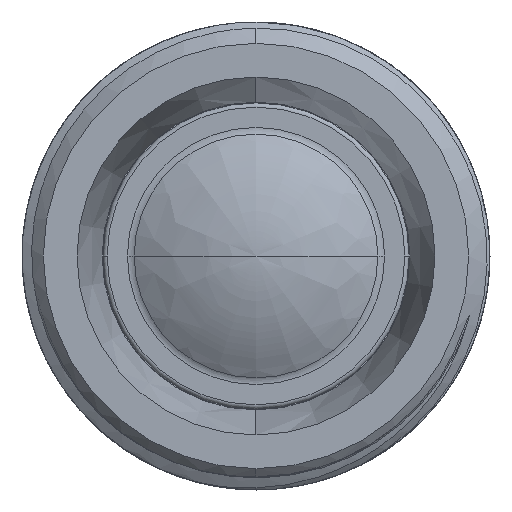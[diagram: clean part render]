
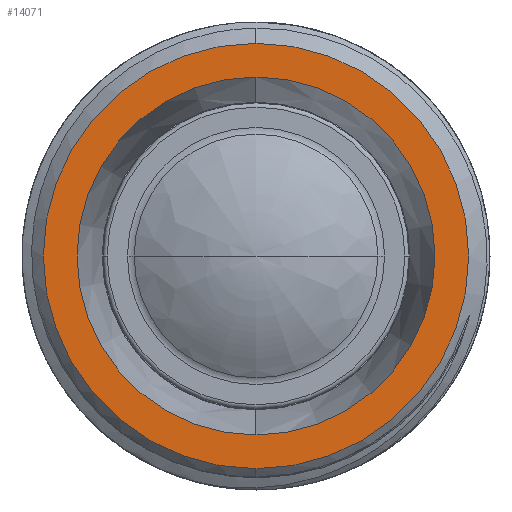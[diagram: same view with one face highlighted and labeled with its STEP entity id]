
A CAD part, left-side view. The second image highlights one B-rep face of the part: STEP entity #14071.
In plain terms, the highlighted planar face has unit normal (-1, 0, 0).
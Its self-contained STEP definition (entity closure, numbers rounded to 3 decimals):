
#134 = AXIS2_PLACEMENT_3D ( 'NONE', #11960, #3448, #7672 ) ;
#1239 = AXIS2_PLACEMENT_3D ( 'NONE', #17261, #8656, #14381 ) ;
#1341 = ORIENTED_EDGE ( 'NONE', *, *, #17950, .T. ) ;
#1497 = CARTESIAN_POINT ( 'NONE',  ( -1.212, 0., 0. ) ) ;
#1851 = CARTESIAN_POINT ( 'NONE',  ( -1.212, 0., 4.207 ) ) ;
#2751 = VERTEX_POINT ( 'NONE', #7954 ) ;
#3448 = DIRECTION ( 'NONE',  ( 1., 0., 0. ) ) ;
#3512 = CIRCLE ( 'NONE', #134, 4.207 ) ;
#4306 = DIRECTION ( 'NONE',  ( 0., -1., 0. ) ) ;
#4475 = EDGE_LOOP ( 'NONE', ( #12129, #1341 ) ) ;
#5094 = AXIS2_PLACEMENT_3D ( 'NONE', #10212, #14616, #5988 ) ;
#5159 = VERTEX_POINT ( 'NONE', #1851 ) ;
#5880 = CIRCLE ( 'NONE', #1239, 4.207 ) ;
#5988 = DIRECTION ( 'NONE',  ( 0., 0., -1. ) ) ;
#6052 = VERTEX_POINT ( 'NONE', #16988 ) ;
#7672 = DIRECTION ( 'NONE',  ( 0., 0., 1. ) ) ;
#7783 = AXIS2_PLACEMENT_3D ( 'NONE', #1497, #10014, #4306 ) ;
#7954 = CARTESIAN_POINT ( 'NONE',  ( -1.212, 0., -5. ) ) ;
#8656 = DIRECTION ( 'NONE',  ( 1., 0., 0. ) ) ;
#9070 = FACE_BOUND ( 'NONE', #4475, .T. ) ;
#10014 = DIRECTION ( 'NONE',  ( -1., 0., 0. ) ) ;
#10212 = CARTESIAN_POINT ( 'NONE',  ( -1.212, 0., 0. ) ) ;
#10727 = EDGE_CURVE ( 'NONE', #2751, #6052, #18278, .T. ) ;
#11506 = PLANE ( 'NONE',  #7783 ) ;
#11542 = CARTESIAN_POINT ( 'NONE',  ( -1.212, 0., 0. ) ) ;
#11566 = EDGE_CURVE ( 'NONE', #6052, #2751, #18062, .T. ) ;
#11960 = CARTESIAN_POINT ( 'NONE',  ( -1.212, 0., 0. ) ) ;
#12040 = VERTEX_POINT ( 'NONE', #16300 ) ;
#12129 = ORIENTED_EDGE ( 'NONE', *, *, #13871, .T. ) ;
#12688 = DIRECTION ( 'NONE',  ( 1., 0., 0. ) ) ;
#13512 = ORIENTED_EDGE ( 'NONE', *, *, #11566, .F. ) ;
#13813 = FACE_OUTER_BOUND ( 'NONE', #17539, .T. ) ;
#13871 = EDGE_CURVE ( 'NONE', #5159, #12040, #3512, .T. ) ;
#14071 = ADVANCED_FACE ( 'NONE', ( #13813, #9070 ), #11506, .T. ) ;
#14381 = DIRECTION ( 'NONE',  ( 0., 0., -1. ) ) ;
#14616 = DIRECTION ( 'NONE',  ( 1., 0., 0. ) ) ;
#16300 = CARTESIAN_POINT ( 'NONE',  ( -1.212, 0., -4.207 ) ) ;
#16988 = CARTESIAN_POINT ( 'NONE',  ( -1.212, 0., 5. ) ) ;
#17082 = DIRECTION ( 'NONE',  ( 0., 0., 1. ) ) ;
#17261 = CARTESIAN_POINT ( 'NONE',  ( -1.212, 0., 0. ) ) ;
#17539 = EDGE_LOOP ( 'NONE', ( #17737, #13512 ) ) ;
#17737 = ORIENTED_EDGE ( 'NONE', *, *, #10727, .F. ) ;
#17950 = EDGE_CURVE ( 'NONE', #12040, #5159, #5880, .T. ) ;
#18062 = CIRCLE ( 'NONE', #18508, 5. ) ;
#18278 = CIRCLE ( 'NONE', #5094, 5. ) ;
#18508 = AXIS2_PLACEMENT_3D ( 'NONE', #11542, #12688, #17082 ) ;
